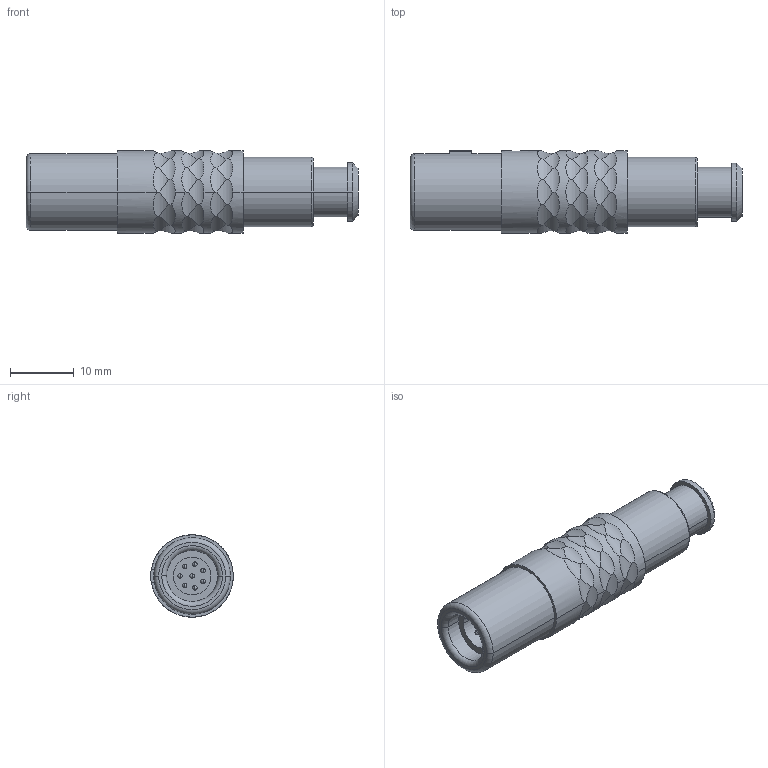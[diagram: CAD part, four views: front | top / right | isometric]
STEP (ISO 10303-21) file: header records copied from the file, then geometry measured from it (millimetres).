
FILE_DESCRIPTION((''),'2;1');
FILE_NAME('S21K0C-P08M','2013-01-22T',('rtrager'),(''),'PRO/ENGINEER BY PARAMETRIC TECHNOLOGY CORPORATION, 2010330','PRO/ENGINEER BY PARAMETRIC TECHNOLOGY CORPORATION, 2010330','');
FILE_SCHEMA(('CONFIG_CONTROL_DESIGN'));
Length unit declared in the file: millimetre
Products named in the file (1): S21K0C-P08M
Bounding box: 52 x 12.94 x 12.9 mm (x, y, z)
Volume: 4379.4 mm3; surface area: 3129.2 mm2
Topology: 1 solids, 1 shells, 228 faces, 589 edges, 372 vertices
Faces by surface type: cylinder 152, plane 37, sphere 16, torus 13, bspline 8, cone 2
Entity records: 8341 total; most frequent: CARTESIAN_POINT 3123, ORIENTED_EDGE 1146, DIRECTION 983, EDGE_CURVE 573, AXIS2_PLACEMENT_3D 420, VERTEX_POINT 372, EDGE_LOOP 253, B_SPLINE_CURVE_WITH_KNOTS 230
